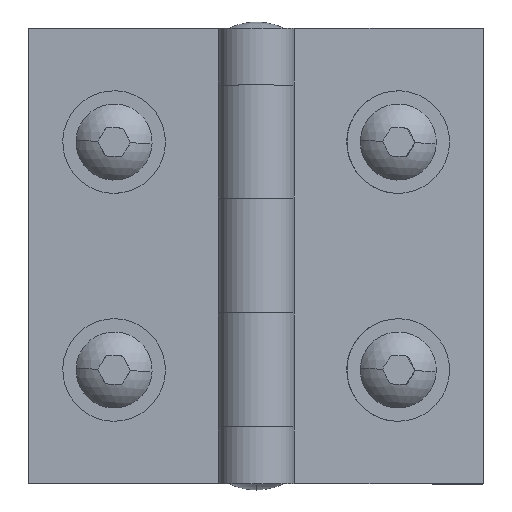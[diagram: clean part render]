
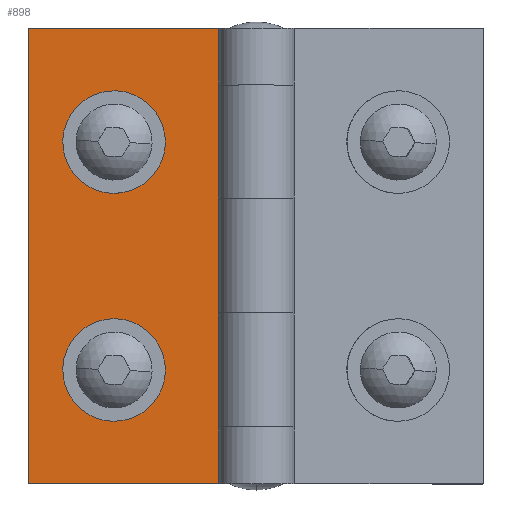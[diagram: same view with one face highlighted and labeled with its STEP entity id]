
A CAD part, top view. The second image highlights one B-rep face of the part: STEP entity #898.
In plain terms, the highlighted planar face has unit normal (0, 0, 1).
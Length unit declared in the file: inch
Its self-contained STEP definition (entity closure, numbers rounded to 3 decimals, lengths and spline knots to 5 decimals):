
#2 = ORIENTED_EDGE ( 'NONE', *, *, #34, .F. ) ;
#34 = EDGE_CURVE ( 'NONE', #356, #382, #1159, .T. ) ;
#84 = EDGE_CURVE ( 'NONE', #717, #486, #1506, .T. ) ;
#85 = ORIENTED_EDGE ( 'NONE', *, *, #3920, .T. ) ;
#93 = VERTEX_POINT ( 'NONE', #1604 ) ;
#102 = VERTEX_POINT ( 'NONE', #1649 ) ;
#147 = EDGE_CURVE ( 'NONE', #93, #551, #2291, .T. ) ;
#166 = VERTEX_POINT ( 'NONE', #2389 ) ;
#170 = VERTEX_POINT ( 'NONE', #2425 ) ;
#177 = EDGE_CURVE ( 'NONE', #166, #170, #2461, .T. ) ;
#197 = ORIENTED_EDGE ( 'NONE', *, *, #177, .F. ) ;
#219 = VERTEX_POINT ( 'NONE', #2708 ) ;
#325 = EDGE_CURVE ( 'NONE', #920, #93, #1219, .T. ) ;
#340 = ORIENTED_EDGE ( 'NONE', *, *, #504, .F. ) ;
#356 = VERTEX_POINT ( 'NONE', #1333 ) ;
#368 = EDGE_CURVE ( 'NONE', #556, #551, #1384, .T. ) ;
#382 = VERTEX_POINT ( 'NONE', #1433 ) ;
#384 = VERTEX_POINT ( 'NONE', #1455 ) ;
#415 = EDGE_CURVE ( 'NONE', #501, #384, #1552, .T. ) ;
#486 = VERTEX_POINT ( 'NONE', #1955 ) ;
#490 = ORIENTED_EDGE ( 'NONE', *, *, #724, .T. ) ;
#501 = VERTEX_POINT ( 'NONE', #2064 ) ;
#504 = EDGE_CURVE ( 'NONE', #382, #356, #2066, .T. ) ;
#538 = ORIENTED_EDGE ( 'NONE', *, *, #415, .F. ) ;
#551 = VERTEX_POINT ( 'NONE', #2311 ) ;
#556 = VERTEX_POINT ( 'NONE', #2332 ) ;
#646 = EDGE_CURVE ( 'NONE', #717, #873, #2615, .T. ) ;
#649 = ORIENTED_EDGE ( 'NONE', *, *, #2046, .T. ) ;
#652 = ORIENTED_EDGE ( 'NONE', *, *, #147, .T. ) ;
#703 = VERTEX_POINT ( 'NONE', #2785 ) ;
#709 = EDGE_CURVE ( 'NONE', #219, #102, #2815, .T. ) ;
#717 = VERTEX_POINT ( 'NONE', #2830 ) ;
#724 = EDGE_CURVE ( 'NONE', #486, #703, #2838, .T. ) ;
#780 = ORIENTED_EDGE ( 'NONE', *, *, #888, .T. ) ;
#798 = ORIENTED_EDGE ( 'NONE', *, *, #325, .T. ) ;
#808 = ORIENTED_EDGE ( 'NONE', *, *, #368, .F. ) ;
#822 = ORIENTED_EDGE ( 'NONE', *, *, #3253, .T. ) ;
#850 = EDGE_LOOP ( 'NONE', ( #340, #2 ) ) ;
#862 = ORIENTED_EDGE ( 'NONE', *, *, #3569, .F. ) ;
#873 = VERTEX_POINT ( 'NONE', #1300 ) ;
#887 = EDGE_LOOP ( 'NONE', ( #862, #538 ) ) ;
#888 = EDGE_CURVE ( 'NONE', #166, #920, #1447, .T. ) ;
#893 = EDGE_LOOP ( 'NONE', ( #897, #822, #2365, #3202, #490, #85, #197, #780, #798, #652, #808, #649 ) ) ;
#897 = ORIENTED_EDGE ( 'NONE', *, *, #709, .T. ) ;
#898 = ADVANCED_FACE ( 'NONE', ( #1521, #1523, #1524 ), #1525, .T. ) ;
#920 = VERTEX_POINT ( 'NONE', #1691 ) ;
#1014 = LINE ( 'NONE', #1015, #1016 ) ;
#1015 = CARTESIAN_POINT ( 'NONE',  ( 0., 2.625, 0. ) ) ;
#1016 = VECTOR ( 'NONE', #1017, 39.37008 ) ;
#1017 = DIRECTION ( 'NONE',  ( 1., 0., 0. ) ) ;
#1159 = CIRCLE ( 'NONE', #1160, 0.164 ) ;
#1160 = AXIS2_PLACEMENT_3D ( 'NONE', #1161, #1165, #1166 ) ;
#1161 = CARTESIAN_POINT ( 'NONE',  ( -0.937, 2.25, 0. ) ) ;
#1165 = DIRECTION ( 'NONE',  ( 0., 0., 1. ) ) ;
#1166 = DIRECTION ( 'NONE',  ( 1., 0., 0. ) ) ;
#1219 = LINE ( 'NONE', #1220, #1221 ) ;
#1220 = CARTESIAN_POINT ( 'NONE',  ( -1.5, 0., 0. ) ) ;
#1221 = VECTOR ( 'NONE', #1222, 39.37008 ) ;
#1222 = DIRECTION ( 'NONE',  ( 0., -1., 0. ) ) ;
#1300 = CARTESIAN_POINT ( 'NONE',  ( -0.21651, 1.125, 0. ) ) ;
#1333 = CARTESIAN_POINT ( 'NONE',  ( -1.101, 2.25, 0. ) ) ;
#1384 = LINE ( 'NONE', #1385, #1386 ) ;
#1385 = CARTESIAN_POINT ( 'NONE',  ( -0.21651, 3., 0. ) ) ;
#1386 = VECTOR ( 'NONE', #1387, 39.37008 ) ;
#1387 = DIRECTION ( 'NONE',  ( 0., -1., 0. ) ) ;
#1433 = CARTESIAN_POINT ( 'NONE',  ( -0.773, 2.25, 0. ) ) ;
#1447 = LINE ( 'NONE', #1448, #1449 ) ;
#1448 = CARTESIAN_POINT ( 'NONE',  ( 0., 3., 0. ) ) ;
#1449 = VECTOR ( 'NONE', #1450, 39.37008 ) ;
#1450 = DIRECTION ( 'NONE',  ( -1., 0., 0. ) ) ;
#1455 = CARTESIAN_POINT ( 'NONE',  ( -0.773, 0.75, 0. ) ) ;
#1506 = LINE ( 'NONE', #1507, #1508 ) ;
#1507 = CARTESIAN_POINT ( 'NONE',  ( 0., 1.875, 0. ) ) ;
#1508 = VECTOR ( 'NONE', #1509, 39.37008 ) ;
#1509 = DIRECTION ( 'NONE',  ( -1., 0., 0. ) ) ;
#1521 = FACE_BOUND ( 'NONE', #887, .T. ) ;
#1523 = FACE_BOUND ( 'NONE', #850, .T. ) ;
#1524 = FACE_OUTER_BOUND ( 'NONE', #893, .T. ) ;
#1525 = PLANE ( 'NONE',  #1526 ) ;
#1526 = AXIS2_PLACEMENT_3D ( 'NONE', #1527, #1528, #1529 ) ;
#1527 = CARTESIAN_POINT ( 'NONE',  ( 0., 3., 0. ) ) ;
#1528 = DIRECTION ( 'NONE',  ( 0., 0., 1. ) ) ;
#1529 = DIRECTION ( 'NONE',  ( 1., 0., 0. ) ) ;
#1552 = CIRCLE ( 'NONE', #1553, 0.164 ) ;
#1553 = AXIS2_PLACEMENT_3D ( 'NONE', #1554, #1555, #1557 ) ;
#1554 = CARTESIAN_POINT ( 'NONE',  ( -0.937, 0.75, 0. ) ) ;
#1555 = DIRECTION ( 'NONE',  ( 0., 0., 1. ) ) ;
#1557 = DIRECTION ( 'NONE',  ( 1., 0., 0. ) ) ;
#1604 = CARTESIAN_POINT ( 'NONE',  ( -1.5, 0., 0. ) ) ;
#1649 = CARTESIAN_POINT ( 'NONE',  ( -0.25, 1.125, 0. ) ) ;
#1691 = CARTESIAN_POINT ( 'NONE',  ( -1.5, 3., 0. ) ) ;
#1955 = CARTESIAN_POINT ( 'NONE',  ( -0.25, 1.875, 0. ) ) ;
#2036 = CIRCLE ( 'NONE', #2037, 0.164 ) ;
#2037 = AXIS2_PLACEMENT_3D ( 'NONE', #2038, #2039, #2040 ) ;
#2038 = CARTESIAN_POINT ( 'NONE',  ( -0.937, 0.75, 0. ) ) ;
#2039 = DIRECTION ( 'NONE',  ( 0., 0., 1. ) ) ;
#2040 = DIRECTION ( 'NONE',  ( 1., 0., 0. ) ) ;
#2046 = EDGE_CURVE ( 'NONE', #556, #219, #2385, .T. ) ;
#2064 = CARTESIAN_POINT ( 'NONE',  ( -1.101, 0.75, 0. ) ) ;
#2066 = CIRCLE ( 'NONE', #2067, 0.164 ) ;
#2067 = AXIS2_PLACEMENT_3D ( 'NONE', #2068, #2069, #2070 ) ;
#2068 = CARTESIAN_POINT ( 'NONE',  ( -0.937, 2.25, 0. ) ) ;
#2069 = DIRECTION ( 'NONE',  ( 0., 0., 1. ) ) ;
#2070 = DIRECTION ( 'NONE',  ( 1., 0., 0. ) ) ;
#2291 = LINE ( 'NONE', #2292, #2293 ) ;
#2292 = CARTESIAN_POINT ( 'NONE',  ( 0., 0., 0. ) ) ;
#2293 = VECTOR ( 'NONE', #2294, 39.37008 ) ;
#2294 = DIRECTION ( 'NONE',  ( 1., 0., 0. ) ) ;
#2311 = CARTESIAN_POINT ( 'NONE',  ( -0.21651, 0., 0. ) ) ;
#2332 = CARTESIAN_POINT ( 'NONE',  ( -0.21651, 0.375, 0. ) ) ;
#2365 = ORIENTED_EDGE ( 'NONE', *, *, #646, .F. ) ;
#2385 = LINE ( 'NONE', #2386, #2387 ) ;
#2386 = CARTESIAN_POINT ( 'NONE',  ( 0., 0.375, 0. ) ) ;
#2387 = VECTOR ( 'NONE', #2388, 39.37008 ) ;
#2388 = DIRECTION ( 'NONE',  ( -1., 0., 0. ) ) ;
#2389 = CARTESIAN_POINT ( 'NONE',  ( -0.21651, 3., 0. ) ) ;
#2425 = CARTESIAN_POINT ( 'NONE',  ( -0.21651, 2.625, 0. ) ) ;
#2461 = LINE ( 'NONE', #2462, #2463 ) ;
#2462 = CARTESIAN_POINT ( 'NONE',  ( -0.21651, 3., 0. ) ) ;
#2463 = VECTOR ( 'NONE', #2464, 39.37008 ) ;
#2464 = DIRECTION ( 'NONE',  ( 0., -1., 0. ) ) ;
#2615 = LINE ( 'NONE', #2616, #2617 ) ;
#2616 = CARTESIAN_POINT ( 'NONE',  ( -0.21651, 3., 0. ) ) ;
#2617 = VECTOR ( 'NONE', #2618, 39.37008 ) ;
#2618 = DIRECTION ( 'NONE',  ( 0., -1., 0. ) ) ;
#2708 = CARTESIAN_POINT ( 'NONE',  ( -0.25, 0.375, 0. ) ) ;
#2785 = CARTESIAN_POINT ( 'NONE',  ( -0.25, 2.625, 0. ) ) ;
#2815 = LINE ( 'NONE', #2816, #2817 ) ;
#2816 = CARTESIAN_POINT ( 'NONE',  ( -0.25, 3., 0. ) ) ;
#2817 = VECTOR ( 'NONE', #2818, 39.37008 ) ;
#2818 = DIRECTION ( 'NONE',  ( 0., 1., 0. ) ) ;
#2830 = CARTESIAN_POINT ( 'NONE',  ( -0.21651, 1.875, 0. ) ) ;
#2838 = LINE ( 'NONE', #2839, #2840 ) ;
#2839 = CARTESIAN_POINT ( 'NONE',  ( -0.25, 3., 0. ) ) ;
#2840 = VECTOR ( 'NONE', #2843, 39.37008 ) ;
#2843 = DIRECTION ( 'NONE',  ( 0., 1., 0. ) ) ;
#2887 = LINE ( 'NONE', #2888, #2889 ) ;
#2888 = CARTESIAN_POINT ( 'NONE',  ( 0., 1.125, 0. ) ) ;
#2889 = VECTOR ( 'NONE', #2890, 39.37008 ) ;
#2890 = DIRECTION ( 'NONE',  ( 1., 0., 0. ) ) ;
#3202 = ORIENTED_EDGE ( 'NONE', *, *, #84, .T. ) ;
#3253 = EDGE_CURVE ( 'NONE', #102, #873, #2887, .T. ) ;
#3569 = EDGE_CURVE ( 'NONE', #384, #501, #2036, .T. ) ;
#3920 = EDGE_CURVE ( 'NONE', #703, #170, #1014, .T. ) ;
